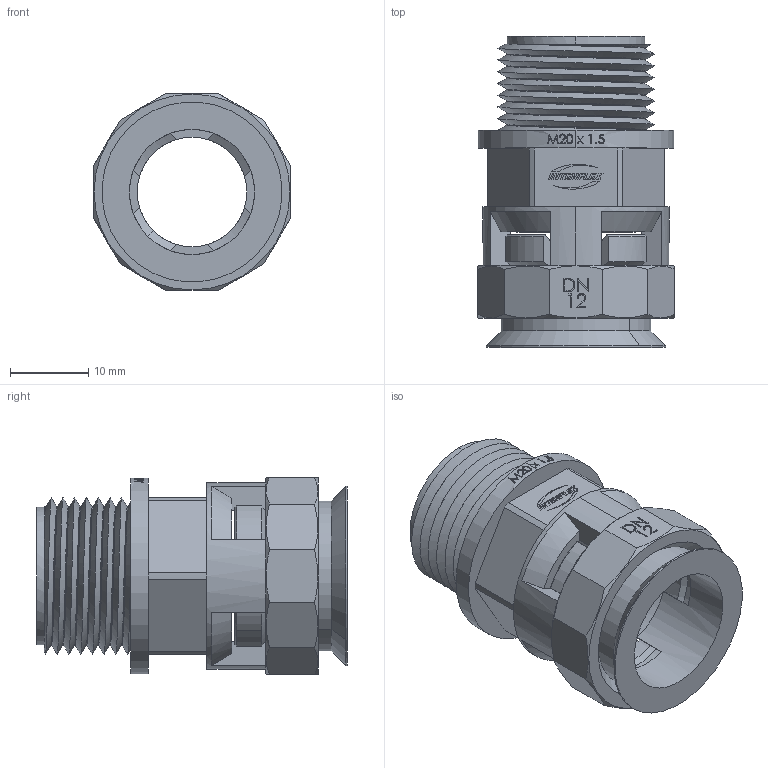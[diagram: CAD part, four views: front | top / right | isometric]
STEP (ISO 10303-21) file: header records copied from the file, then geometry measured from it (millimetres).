
FILE_DESCRIPTION (( 'STEP AP203' ), '1' );
FILE_NAME ('(MIR-12M20-)_I3040_0001_04_0.STEP', '2010-07-16T06:26:27', ( 'Llorenç' ), ( '' ), 'SwSTEP 2.0', 'SolidWorks 2007', '' );
FILE_SCHEMA (( 'CONFIG_CONTROL_DESIGN' ));
Length unit declared in the file: millimetre
Products named in the file (3): I3041_0001_00_0_MIR-12M20; (MIR-12M20-)_I3040_0001_04_0; I3041_0000_00_0_Corona per DN12
Assembly tree (2 placements, depth 2):
  (MIR-12M20-)_I3040_0001_04_0
    I3041_0000_00_0_Corona per DN12
    I3041_0001_00_0_MIR-12M20
Bounding box: 25.11 x 39.7 x 25.11 mm (x, y, z)
Volume: 7052.8 mm3; surface area: 7579.6 mm2
Topology: 3 solids, 3 shells, 387 faces, 1049 edges, 687 vertices
Faces by surface type: plane 207, cylinder 71, bspline 71, cone 38
Entity records: 19188 total; most frequent: CARTESIAN_POINT 9802, ORIENTED_EDGE 2098, DIRECTION 1567, EDGE_CURVE 1049, VERTEX_POINT 687, VECTOR 557, LINE 557, AXIS2_PLACEMENT_3D 505
